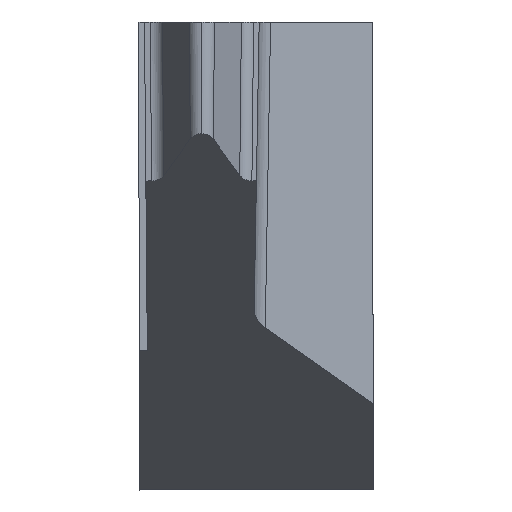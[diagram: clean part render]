
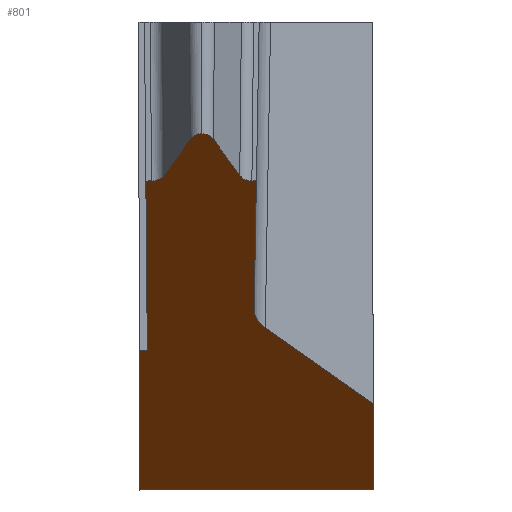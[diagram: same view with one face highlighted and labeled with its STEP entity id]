
A CAD part, front view. The second image highlights one B-rep face of the part: STEP entity #801.
In plain terms, the highlighted planar face has unit normal (0, -0.574, -0.819).
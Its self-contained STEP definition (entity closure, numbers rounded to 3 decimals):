
#94=CARTESIAN_POINT('',(0.,4.,-4.212));
#95=VERTEX_POINT('',#94);
#160=CARTESIAN_POINT('',(0.,6.554,-6.));
#161=VERTEX_POINT('',#160);
#172=CARTESIAN_POINT('',(0.,4.,-4.212));
#173=DIRECTION('',(0.,0.819,-0.574));
#174=VECTOR('',#173,3.118);
#175=LINE('',#172,#174);
#176=EDGE_CURVE('',#95,#161,#175,.T.);
#542=CARTESIAN_POINT('',(1.1,2.782,-3.359));
#543=DIRECTION('',(0.,0.574,0.819));
#544=DIRECTION('',(0.,-0.47,0.329));
#545=AXIS2_PLACEMENT_3D('',#542,#543,#544);
#546=PLANE('',#545);
#547=CARTESIAN_POINT('',(3.,4.967,-4.888));
#548=DIRECTION('',(0.,0.819,-0.574));
#549=VECTOR('',#548,1.938);
#550=LINE('',#547,#549);
#551=CARTESIAN_POINT('',(3.,4.967,-4.888));
#552=VERTEX_POINT('',#551);
#553=CARTESIAN_POINT('',(3.,6.554,-6.));
#554=VERTEX_POINT('',#553);
#555=EDGE_CURVE('',#552,#554,#550,.T.);
#556=ORIENTED_EDGE('Edge 290',*,*,#555,.F.);
#565=CARTESIAN_POINT('',(0.,6.554,-6.));
#566=DIRECTION('',(1.,0.,0.));
#567=VECTOR('',#566,3.);
#568=LINE('',#565,#567);
#569=EDGE_CURVE('',#161,#554,#568,.T.);
#570=ORIENTED_EDGE('Edge 184',*,*,#569,.T.);
#579=ORIENTED_EDGE('Edge 189',*,*,#176,.T.);
#588=CARTESIAN_POINT('',(0.,4.,-4.212));
#589=DIRECTION('',(1.,0.,0.));
#590=VECTOR('',#589,0.107);
#591=LINE('',#588,#590);
#592=CARTESIAN_POINT('',(0.107,4.,-4.212));
#593=VERTEX_POINT('',#592);
#594=EDGE_CURVE('',#95,#593,#591,.T.);
#595=ORIENTED_EDGE('Edge 194',*,*,#594,.F.);
#604=CARTESIAN_POINT('',(0.107,4.,-4.212));
#605=DIRECTION('',(-0.005,-0.819,0.574));
#606=VECTOR('',#605,3.788);
#607=LINE('',#604,#606);
#608=CARTESIAN_POINT('',(0.088,0.897,-2.039));
#609=VERTEX_POINT('',#608);
#610=EDGE_CURVE('',#593,#609,#607,.T.);
#611=ORIENTED_EDGE('Edge 199',*,*,#610,.F.);
#620=CARTESIAN_POINT('',(0.163,0.895,-2.037));
#621=DIRECTION('',(-0.999,0.035,-0.025));
#622=VECTOR('',#621,0.076);
#623=LINE('',#620,#622);
#624=CARTESIAN_POINT('',(0.163,0.895,-2.037));
#625=VERTEX_POINT('',#624);
#626=EDGE_CURVE('',#625,#609,#623,.T.);
#627=ORIENTED_EDGE('Edge 204',*,*,#626,.T.);
#636=CARTESIAN_POINT('',(0.163,0.895,-2.037));
#637=CARTESIAN_POINT('',(0.231,0.892,-2.035));
#638=CARTESIAN_POINT('',(0.288,0.856,-2.01));
#639=CARTESIAN_POINT('',(0.319,0.795,-1.967));
#640=(BOUNDED_CURVE()B_SPLINE_CURVE(3,(#636,#637,#638,#639),.UNSPECIFIED.,.F.,.F.)B_SPLINE_CURVE_WITH_KNOTS((4,4),(0.,1.),.UNSPECIFIED.)CURVE()GEOMETRIC_REPRESENTATION_ITEM()RATIONAL_B_SPLINE_CURVE((1.,0.909,0.909,1.))REPRESENTATION_ITEM(''));
#641=CARTESIAN_POINT('',(0.319,0.795,-1.967));
#642=VERTEX_POINT('',#641);
#643=EDGE_CURVE('',#625,#642,#640,.T.);
#644=ORIENTED_EDGE('Edge 209',*,*,#643,.F.);
#653=CARTESIAN_POINT('',(0.658,0.125,-1.498));
#654=DIRECTION('',(-0.383,0.757,-0.53));
#655=VECTOR('',#654,0.885);
#656=LINE('',#653,#655);
#657=CARTESIAN_POINT('',(0.658,0.125,-1.498));
#658=VERTEX_POINT('',#657);
#659=EDGE_CURVE('',#658,#642,#656,.T.);
#660=ORIENTED_EDGE('Edge 214',*,*,#659,.T.);
#669=CARTESIAN_POINT('',(0.658,0.125,-1.498));
#670=CARTESIAN_POINT('',(0.688,0.067,-1.458));
#671=CARTESIAN_POINT('',(0.741,0.031,-1.432));
#672=CARTESIAN_POINT('',(0.805,0.026,-1.429));
#673=(BOUNDED_CURVE()B_SPLINE_CURVE(3,(#669,#670,#671,#672),.UNSPECIFIED.,.F.,.F.)B_SPLINE_CURVE_WITH_KNOTS((4,4),(0.,1.),.UNSPECIFIED.)CURVE()GEOMETRIC_REPRESENTATION_ITEM()RATIONAL_B_SPLINE_CURVE((1.,0.917,0.917,1.))REPRESENTATION_ITEM(''));
#674=CARTESIAN_POINT('',(0.805,0.026,-1.429));
#675=VERTEX_POINT('',#674);
#676=EDGE_CURVE('',#658,#675,#673,.T.);
#677=ORIENTED_EDGE('Edge 219',*,*,#676,.F.);
#686=CARTESIAN_POINT('',(0.805,0.026,-1.429));
#687=CARTESIAN_POINT('',(0.869,0.031,-1.432));
#688=CARTESIAN_POINT('',(0.923,0.067,-1.458));
#689=CARTESIAN_POINT('',(0.952,0.125,-1.498));
#690=(BOUNDED_CURVE()B_SPLINE_CURVE(3,(#686,#687,#688,#689),.UNSPECIFIED.,.F.,.F.)B_SPLINE_CURVE_WITH_KNOTS((4,4),(0.,1.),.UNSPECIFIED.)CURVE()GEOMETRIC_REPRESENTATION_ITEM()RATIONAL_B_SPLINE_CURVE((1.,0.917,0.917,1.))REPRESENTATION_ITEM(''));
#691=CARTESIAN_POINT('',(0.952,0.125,-1.498));
#692=VERTEX_POINT('',#691);
#693=EDGE_CURVE('',#675,#692,#690,.T.);
#694=ORIENTED_EDGE('Edge 224',*,*,#693,.F.);
#703=CARTESIAN_POINT('',(1.292,0.795,-1.967));
#704=DIRECTION('',(-0.383,-0.757,0.53));
#705=VECTOR('',#704,0.885);
#706=LINE('',#703,#705);
#707=CARTESIAN_POINT('',(1.292,0.795,-1.967));
#708=VERTEX_POINT('',#707);
#709=EDGE_CURVE('',#708,#692,#706,.T.);
#710=ORIENTED_EDGE('Edge 229',*,*,#709,.T.);
#719=CARTESIAN_POINT('',(1.292,0.795,-1.967));
#720=CARTESIAN_POINT('',(1.322,0.856,-2.01));
#721=CARTESIAN_POINT('',(1.38,0.892,-2.035));
#722=CARTESIAN_POINT('',(1.447,0.895,-2.037));
#723=(BOUNDED_CURVE()B_SPLINE_CURVE(3,(#719,#720,#721,#722),.UNSPECIFIED.,.F.,.F.)B_SPLINE_CURVE_WITH_KNOTS((4,4),(0.,1.),.UNSPECIFIED.)CURVE()GEOMETRIC_REPRESENTATION_ITEM()RATIONAL_B_SPLINE_CURVE((1.,0.909,0.909,1.))REPRESENTATION_ITEM(''));
#724=CARTESIAN_POINT('',(1.447,0.895,-2.037));
#725=VERTEX_POINT('',#724);
#726=EDGE_CURVE('',#708,#725,#723,.T.);
#727=ORIENTED_EDGE('Edge 234',*,*,#726,.F.);
#736=CARTESIAN_POINT('',(1.505,0.897,-2.039));
#737=DIRECTION('',(-0.999,-0.035,0.025));
#738=VECTOR('',#737,0.058);
#739=LINE('',#736,#738);
#740=CARTESIAN_POINT('',(1.505,0.897,-2.039));
#741=VERTEX_POINT('',#740);
#742=EDGE_CURVE('',#741,#725,#739,.T.);
#743=ORIENTED_EDGE('Edge 239',*,*,#742,.T.);
#752=CARTESIAN_POINT('',(1.476,3.236,-3.676));
#753=DIRECTION('',(0.01,-0.819,0.574));
#754=VECTOR('',#753,2.856);
#755=LINE('',#752,#754);
#756=CARTESIAN_POINT('',(1.476,3.236,-3.676));
#757=VERTEX_POINT('',#756);
#758=EDGE_CURVE('',#757,#741,#755,.T.);
#759=ORIENTED_EDGE('Edge 1333',*,*,#758,.T.);
#768=CARTESIAN_POINT('',(1.476,3.236,-3.676));
#769=CARTESIAN_POINT('',(1.475,3.369,-3.769));
#770=CARTESIAN_POINT('',(1.525,3.491,-3.855));
#771=CARTESIAN_POINT('',(1.619,3.585,-3.921));
#772=(BOUNDED_CURVE()B_SPLINE_CURVE(3,(#768,#769,#770,#771),.UNSPECIFIED.,.F.,.F.)B_SPLINE_CURVE_WITH_KNOTS((4,4),(0.,1.),.UNSPECIFIED.)CURVE()GEOMETRIC_REPRESENTATION_ITEM()RATIONAL_B_SPLINE_CURVE((1.,0.949,0.949,1.))REPRESENTATION_ITEM(''));
#773=CARTESIAN_POINT('',(1.619,3.585,-3.921));
#774=VERTEX_POINT('',#773);
#775=EDGE_CURVE('',#757,#774,#772,.T.);
#776=ORIENTED_EDGE('Edge 1355',*,*,#775,.F.);
#785=CARTESIAN_POINT('',(3.,4.967,-4.888));
#786=DIRECTION('',(-0.634,-0.634,0.444));
#787=VECTOR('',#786,2.18);
#788=LINE('',#785,#787);
#789=EDGE_CURVE('',#552,#774,#788,.T.);
#790=ORIENTED_EDGE('Edge 1284',*,*,#789,.T.);
#799=EDGE_LOOP('',(#790,#776,#759,#743,#727,#710,#694,#677,#660,#644,#627,#611,#595,#579,#570,#556));
#800=FACE_OUTER_BOUND('Loop 255',#799,.T.);
#801=ADVANCED_FACE('Face 256',(#800),#546,.F.);
